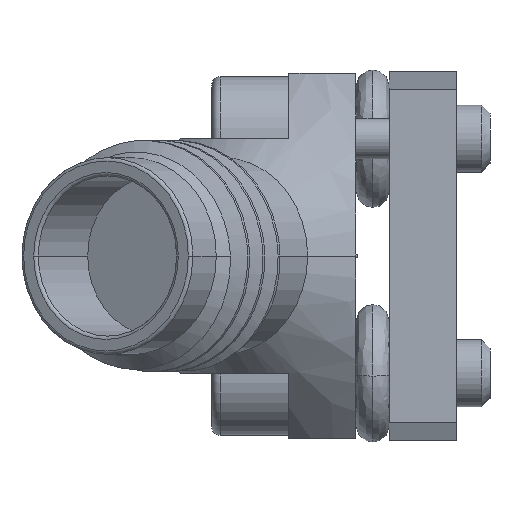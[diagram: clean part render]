
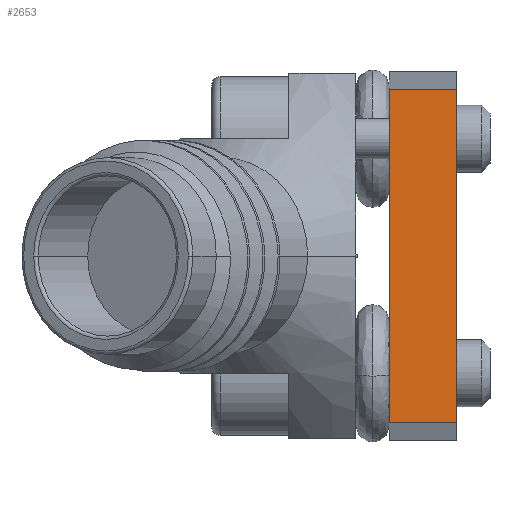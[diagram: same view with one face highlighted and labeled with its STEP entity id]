
A CAD part, left-side view. The second image highlights one B-rep face of the part: STEP entity #2653.
In plain terms, the highlighted planar face has unit normal (-1, 0, 0).
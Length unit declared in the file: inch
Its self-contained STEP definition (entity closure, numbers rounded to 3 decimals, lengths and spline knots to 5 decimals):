
#152 = EDGE_CURVE ( 'NONE', #4204, #341, #2756, .T. ) ;
#180 = EDGE_CURVE ( 'NONE', #4130, #341, #5093, .T. ) ;
#305 = ORIENTED_EDGE ( 'NONE', *, *, #2496, .T. ) ;
#341 = VERTEX_POINT ( 'NONE', #569 ) ;
#569 = CARTESIAN_POINT ( 'NONE',  ( 0., 0.07874, -0.19585 ) ) ;
#717 = LINE ( 'NONE', #4050, #4053 ) ;
#797 = CARTESIAN_POINT ( 'NONE',  ( 0., 0., -0.19585 ) ) ;
#860 = LINE ( 'NONE', #2655, #6060 ) ;
#1103 = ORIENTED_EDGE ( 'NONE', *, *, #180, .T. ) ;
#1432 = CARTESIAN_POINT ( 'NONE',  ( 0., 0., -0.19585 ) ) ;
#1511 = AXIS2_PLACEMENT_3D ( 'NONE', #3914, #2052, #1567 ) ;
#1535 = FACE_OUTER_BOUND ( 'NONE', #5613, .T. ) ;
#1567 = DIRECTION ( 'NONE',  ( 0., 0., 1. ) ) ;
#2052 = DIRECTION ( 'NONE',  ( -1., 0., 0. ) ) ;
#2117 = DIRECTION ( 'NONE',  ( 0., 0., 1. ) ) ;
#2395 = PLANE ( 'NONE',  #1511 ) ;
#2449 = VERTEX_POINT ( 'NONE', #3163 ) ;
#2496 = EDGE_CURVE ( 'NONE', #4204, #2449, #717, .T. ) ;
#2591 = CARTESIAN_POINT ( 'NONE',  ( 0., 0.07874, 0.19585 ) ) ;
#2653 = ADVANCED_FACE ( 'NONE', ( #1535 ), #2395, .T. ) ;
#2655 = CARTESIAN_POINT ( 'NONE',  ( 0., 0., 0.19585 ) ) ;
#2756 = LINE ( 'NONE', #1432, #3408 ) ;
#3163 = CARTESIAN_POINT ( 'NONE',  ( 0., 0., 0.19585 ) ) ;
#3408 = VECTOR ( 'NONE', #3669, 39.37008 ) ;
#3669 = DIRECTION ( 'NONE',  ( 0., 1., 0. ) ) ;
#3685 = DIRECTION ( 'NONE',  ( 0., 0., -1. ) ) ;
#3735 = ORIENTED_EDGE ( 'NONE', *, *, #152, .F. ) ;
#3914 = CARTESIAN_POINT ( 'NONE',  ( 0., 0., -0.19585 ) ) ;
#4050 = CARTESIAN_POINT ( 'NONE',  ( 0., 0., 0. ) ) ;
#4053 = VECTOR ( 'NONE', #2117, 39.37008 ) ;
#4130 = VERTEX_POINT ( 'NONE', #2591 ) ;
#4204 = VERTEX_POINT ( 'NONE', #797 ) ;
#4231 = EDGE_CURVE ( 'NONE', #4130, #2449, #860, .T. ) ;
#4288 = ORIENTED_EDGE ( 'NONE', *, *, #4231, .F. ) ;
#4620 = CARTESIAN_POINT ( 'NONE',  ( 0., 0.07874, -0.19585 ) ) ;
#5093 = LINE ( 'NONE', #4620, #5682 ) ;
#5613 = EDGE_LOOP ( 'NONE', ( #3735, #305, #4288, #1103 ) ) ;
#5682 = VECTOR ( 'NONE', #3685, 39.37008 ) ;
#5891 = DIRECTION ( 'NONE',  ( 0., -1., 0. ) ) ;
#6060 = VECTOR ( 'NONE', #5891, 39.37008 ) ;
